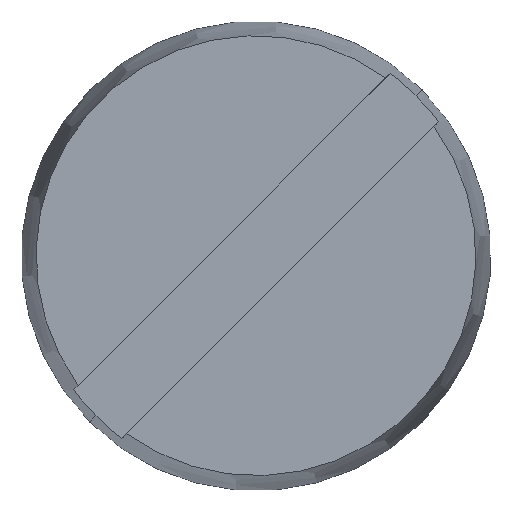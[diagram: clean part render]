
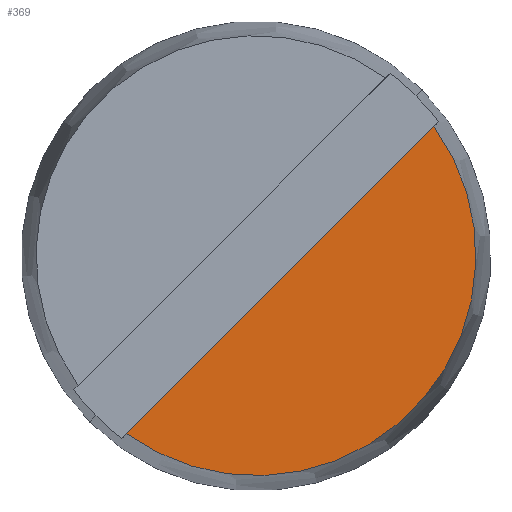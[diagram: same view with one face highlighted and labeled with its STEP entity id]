
A CAD part, top view. The second image highlights one B-rep face of the part: STEP entity #369.
In plain terms, the highlighted planar face has unit normal (0, 0, 1).
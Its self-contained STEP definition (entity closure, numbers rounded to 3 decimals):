
#345=CARTESIAN_POINT('',(0.,0.,2.0));
#346=DIRECTION('',(0.0,0.0,-1.0));
#347=DIRECTION('',(-0.707,-0.707,0.0));
#348=AXIS2_PLACEMENT_3D('',#345,#346,#347);
#349=PLANE('',#348);
#350=CARTESIAN_POINT('',(-1.516,-2.082,2.0));
#351=VERTEX_POINT('',#350);
#352=CARTESIAN_POINT('',(2.082,1.516,2.0));
#353=VERTEX_POINT('',#352);
#354=CARTESIAN_POINT('',(-1.516,-2.082,2.0));
#355=DIRECTION('',(0.707,0.707,0.0));
#356=VECTOR('',#355,5.088);
#357=LINE('',#354,#356);
#358=EDGE_CURVE('',#351,#353,#357,.T.);
#359=ORIENTED_EDGE('',*,*,#358,.F.);
#360=CARTESIAN_POINT('',(0.,0.,2.0));
#361=DIRECTION('',(0.0,0.0,1.0));
#362=DIRECTION('',(0.707,0.707,0.0));
#363=AXIS2_PLACEMENT_3D('',#360,#361,#362);
#364=CIRCLE('',#363,2.575);
#365=EDGE_CURVE('',#351,#353,#364,.T.);
#366=ORIENTED_EDGE('',*,*,#365,.T.);
#367=EDGE_LOOP('',(#359,#366));
#368=FACE_OUTER_BOUND('',#367,.T.);
#369=ADVANCED_FACE('',(#368),#349,.F.);
